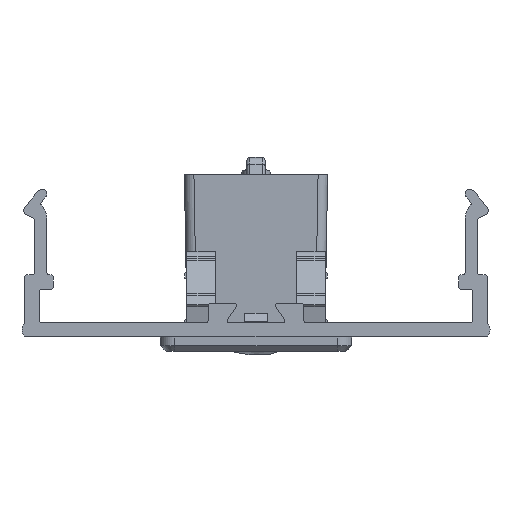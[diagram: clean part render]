
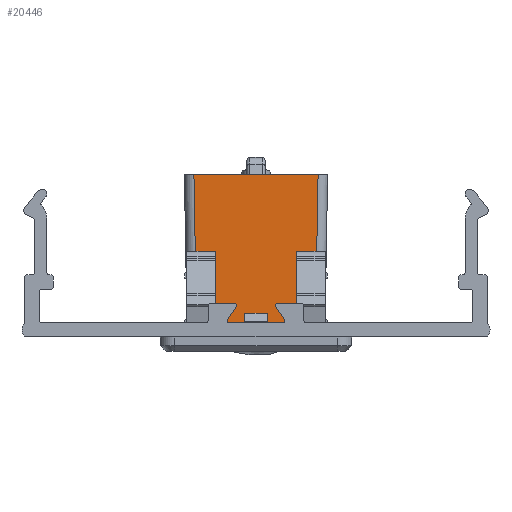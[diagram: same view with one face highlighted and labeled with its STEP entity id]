
A CAD part, front view. The second image highlights one B-rep face of the part: STEP entity #20446.
In plain terms, the highlighted planar face has unit normal (0, -1, -0.018).
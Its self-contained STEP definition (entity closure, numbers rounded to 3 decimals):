
#1209=FACE_OUTER_BOUND('',#2290,.T.);
#2290=EDGE_LOOP('',(#15239,#15240,#15241,#15242));
#4318=LINE('',#34079,#6421);
#4380=LINE('',#34417,#6483);
#4381=LINE('',#34419,#6484);
#4382=LINE('',#34420,#6485);
#6421=VECTOR('',#24971,12.417);
#6483=VECTOR('',#25203,16.71);
#6484=VECTOR('',#25204,16.71);
#6485=VECTOR('',#25205,13.);
#8541=VERTEX_POINT('',#34073);
#8542=VERTEX_POINT('',#34077);
#8627=VERTEX_POINT('',#34416);
#8628=VERTEX_POINT('',#34418);
#10883=EDGE_CURVE('',#8542,#8541,#4318,.T.);
#11007=EDGE_CURVE('',#8627,#8541,#4380,.T.);
#11008=EDGE_CURVE('',#8542,#8628,#4381,.T.);
#11009=EDGE_CURVE('',#8628,#8627,#4382,.T.);
#15239=ORIENTED_EDGE('',*,*,#11007,.T.);
#15240=ORIENTED_EDGE('',*,*,#10883,.F.);
#15241=ORIENTED_EDGE('',*,*,#11008,.T.);
#15242=ORIENTED_EDGE('',*,*,#11009,.T.);
#18513=PLANE('',#21834);
#20446=ADVANCED_FACE('',(#1209),#18513,.T.);
#21834=AXIS2_PLACEMENT_3D('',#34415,#25201,#25202);
#24971=DIRECTION('',(-1.,0.,0.));
#25201=DIRECTION('center_axis',(0.,-1.,
-0.017));
#25202=DIRECTION('ref_axis',(-1.,0.,0.));
#25203=DIRECTION('',(0.017,0.017,-1.));
#25204=DIRECTION('',(0.017,-0.017,1.));
#25205=DIRECTION('',(-1.,0.,0.));
#34073=CARTESIAN_POINT('',(-6.209,-118.708,0.295));
#34077=CARTESIAN_POINT('',(6.209,-118.708,0.295));
#34079=CARTESIAN_POINT('',(6.209,-118.708,0.295));
#34415=CARTESIAN_POINT('Origin',(-6.578,-118.854,8.647));
#34416=CARTESIAN_POINT('',(-6.5,-119.,17.));
#34417=CARTESIAN_POINT('',(-6.5,-119.,17.));
#34418=CARTESIAN_POINT('',(6.5,-119.,17.));
#34419=CARTESIAN_POINT('',(6.209,-118.708,0.295));
#34420=CARTESIAN_POINT('',(6.5,-119.,17.));
